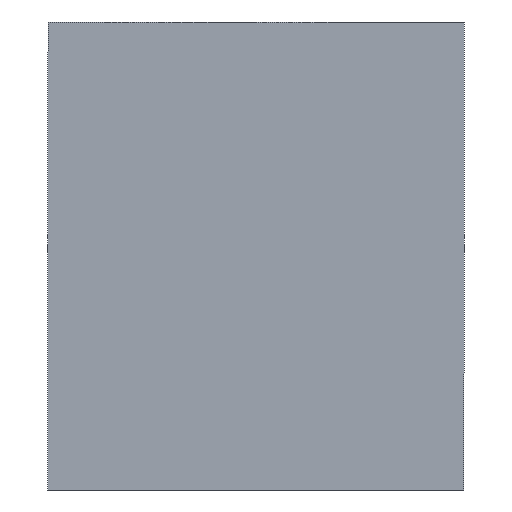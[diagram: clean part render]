
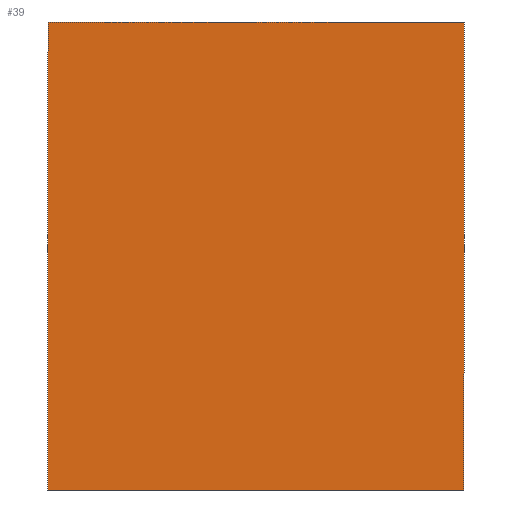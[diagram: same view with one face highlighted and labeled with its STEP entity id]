
A CAD part, front view. The second image highlights one B-rep face of the part: STEP entity #39.
In plain terms, the highlighted planar face has unit normal (0, -1, 0).
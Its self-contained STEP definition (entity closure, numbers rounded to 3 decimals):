
#2 = LINE ( 'NONE', #182, #21 ) ;
#10 = EDGE_LOOP ( 'NONE', ( #46, #123, #98, #91 ) ) ;
#21 = VECTOR ( 'NONE', #165, 1000. ) ;
#22 = PLANE ( 'NONE',  #80 ) ;
#23 = FACE_OUTER_BOUND ( 'NONE', #10, .T. ) ;
#25 = CARTESIAN_POINT ( 'NONE',  ( 80., -4.5, -90. ) ) ;
#26 = VERTEX_POINT ( 'NONE', #52 ) ;
#34 = VECTOR ( 'NONE', #137, 1000. ) ;
#37 = DIRECTION ( 'NONE',  ( 0., 1., 0. ) ) ;
#39 = ADVANCED_FACE ( 'NONE', ( #23 ), #22, .F. ) ;
#46 = ORIENTED_EDGE ( 'NONE', *, *, #159, .F. ) ;
#52 = CARTESIAN_POINT ( 'NONE',  ( 80., -4.5, 90. ) ) ;
#61 = VECTOR ( 'NONE', #90, 1000. ) ;
#66 = EDGE_CURVE ( 'NONE', #26, #170, #70, .T. ) ;
#70 = LINE ( 'NONE', #25, #34 ) ;
#74 = CARTESIAN_POINT ( 'NONE',  ( -80., -4.5, 90. ) ) ;
#80 = AXIS2_PLACEMENT_3D ( 'NONE', #89, #37, #195 ) ;
#89 = CARTESIAN_POINT ( 'NONE',  ( 0., -4.5, 0. ) ) ;
#90 = DIRECTION ( 'NONE',  ( 0., 0., 1. ) ) ;
#91 = ORIENTED_EDGE ( 'NONE', *, *, #119, .F. ) ;
#94 = CARTESIAN_POINT ( 'NONE',  ( -80., -4.5, -90. ) ) ;
#96 = VECTOR ( 'NONE', #155, 1000. ) ;
#98 = ORIENTED_EDGE ( 'NONE', *, *, #66, .F. ) ;
#111 = CARTESIAN_POINT ( 'NONE',  ( -80., -4.5, -90. ) ) ;
#119 = EDGE_CURVE ( 'NONE', #178, #26, #2, .T. ) ;
#120 = LINE ( 'NONE', #111, #96 ) ;
#123 = ORIENTED_EDGE ( 'NONE', *, *, #193, .F. ) ;
#137 = DIRECTION ( 'NONE',  ( 0., 0., -1. ) ) ;
#155 = DIRECTION ( 'NONE',  ( -1., 0., 0. ) ) ;
#156 = CARTESIAN_POINT ( 'NONE',  ( 80., -4.5, -90. ) ) ;
#159 = EDGE_CURVE ( 'NONE', #186, #178, #173, .T. ) ;
#165 = DIRECTION ( 'NONE',  ( 1., 0., 0. ) ) ;
#167 = CARTESIAN_POINT ( 'NONE',  ( -80., -4.5, -90. ) ) ;
#170 = VERTEX_POINT ( 'NONE', #156 ) ;
#173 = LINE ( 'NONE', #167, #61 ) ;
#178 = VERTEX_POINT ( 'NONE', #74 ) ;
#182 = CARTESIAN_POINT ( 'NONE',  ( -80., -4.5, 90. ) ) ;
#186 = VERTEX_POINT ( 'NONE', #94 ) ;
#193 = EDGE_CURVE ( 'NONE', #170, #186, #120, .T. ) ;
#195 = DIRECTION ( 'NONE',  ( 0., 0., 1. ) ) ;
